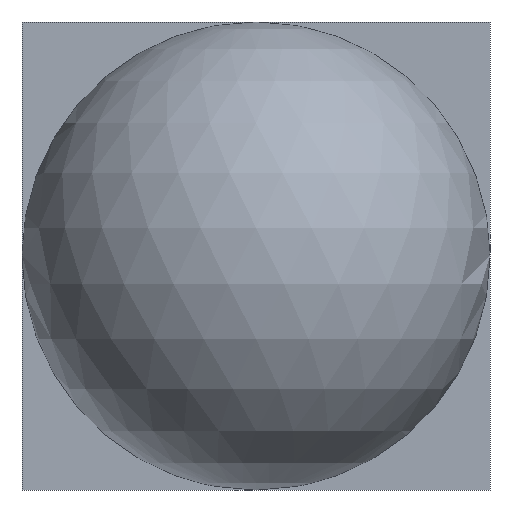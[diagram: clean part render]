
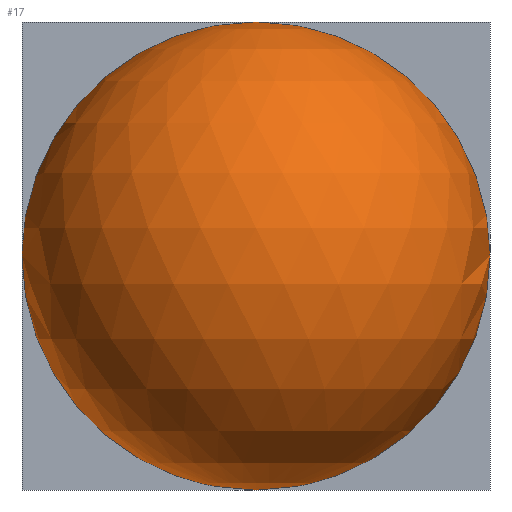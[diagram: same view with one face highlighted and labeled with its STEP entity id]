
A CAD part, front view. The second image highlights one B-rep face of the part: STEP entity #17.
In plain terms, the highlighted spherical face has radius 5 mm.
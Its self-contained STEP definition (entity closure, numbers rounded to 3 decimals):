
#17 = ADVANCED_FACE('',(#18),#33,.T.);
#18 = FACE_BOUND('',#19,.T.);
#19 = EDGE_LOOP('',(#20,#60,#89,#118));
#20 = ORIENTED_EDGE('',*,*,#21,.T.);
#21 = EDGE_CURVE('',#22,#24,#26,.T.);
#22 = VERTEX_POINT('',#23);
#23 = CARTESIAN_POINT('',(5.,0.,5.));
#24 = VERTEX_POINT('',#25);
#25 = CARTESIAN_POINT('',(0.,0.,10.));
#26 = SURFACE_CURVE('',#27,(#32,#44),.PCURVE_S1.);
#27 = CIRCLE('',#28,5.);
#28 = AXIS2_PLACEMENT_3D('',#29,#30,#31);
#29 = CARTESIAN_POINT('',(0.,0.,5.));
#30 = DIRECTION('',(0.,-1.,0.));
#31 = DIRECTION('',(1.,0.,0.));
#32 = PCURVE('',#33,#38);
#33 = SPHERICAL_SURFACE('',#34,5.);
#34 = AXIS2_PLACEMENT_3D('',#35,#36,#37);
#35 = CARTESIAN_POINT('',(0.,0.,5.));
#36 = DIRECTION('',(0.,0.,1.));
#37 = DIRECTION('',(1.,0.,0.));
#38 = DEFINITIONAL_REPRESENTATION('',(#39),#43);
#39 = LINE('',#40,#41);
#40 = CARTESIAN_POINT('',(6.283,-6.283));
#41 = VECTOR('',#42,1.);
#42 = DIRECTION('',(0.,1.));
#43 = ( GEOMETRIC_REPRESENTATION_CONTEXT(2) 
PARAMETRIC_REPRESENTATION_CONTEXT() REPRESENTATION_CONTEXT('2D SPACE',''
  ) );
#44 = PCURVE('',#45,#50);
#45 = PLANE('',#46);
#46 = AXIS2_PLACEMENT_3D('',#47,#48,#49);
#47 = CARTESIAN_POINT('',(-5.,0.,0.));
#48 = DIRECTION('',(0.,1.,0.));
#49 = DIRECTION('',(0.,0.,1.));
#50 = DEFINITIONAL_REPRESENTATION('',(#51),#59);
#51 = ( BOUNDED_CURVE() B_SPLINE_CURVE(2,(#52,#53,#54,#55,#56,#57,#58),
.UNSPECIFIED.,.T.,.F.) B_SPLINE_CURVE_WITH_KNOTS((1,2,2,2,2,1),(
    -2.094,0.,2.094,4.189,6.283,
8.378),.UNSPECIFIED.) CURVE() GEOMETRIC_REPRESENTATION_ITEM() 
RATIONAL_B_SPLINE_CURVE((1.,0.5,1.,0.5,1.,0.5,1.)) REPRESENTATION_ITEM(
  '') );
#52 = CARTESIAN_POINT('',(5.,10.));
#53 = CARTESIAN_POINT('',(13.66,10.));
#54 = CARTESIAN_POINT('',(9.33,2.5));
#55 = CARTESIAN_POINT('',(5.,-5.));
#56 = CARTESIAN_POINT('',(0.67,2.5));
#57 = CARTESIAN_POINT('',(-3.66,10.));
#58 = CARTESIAN_POINT('',(5.,10.));
#59 = ( GEOMETRIC_REPRESENTATION_CONTEXT(2) 
PARAMETRIC_REPRESENTATION_CONTEXT() REPRESENTATION_CONTEXT('2D SPACE',''
  ) );
#60 = ORIENTED_EDGE('',*,*,#61,.F.);
#61 = EDGE_CURVE('',#62,#24,#64,.T.);
#62 = VERTEX_POINT('',#63);
#63 = CARTESIAN_POINT('',(-5.,0.,5.));
#64 = SURFACE_CURVE('',#65,(#70,#77),.PCURVE_S1.);
#65 = CIRCLE('',#66,5.);
#66 = AXIS2_PLACEMENT_3D('',#67,#68,#69);
#67 = CARTESIAN_POINT('',(0.,0.,5.));
#68 = DIRECTION('',(0.,1.,0.));
#69 = DIRECTION('',(0.,-0.,1.));
#70 = PCURVE('',#33,#71);
#71 = DEFINITIONAL_REPRESENTATION('',(#72),#76);
#72 = LINE('',#73,#74);
#73 = CARTESIAN_POINT('',(3.142,-4.712));
#74 = VECTOR('',#75,1.);
#75 = DIRECTION('',(-0.,1.));
#76 = ( GEOMETRIC_REPRESENTATION_CONTEXT(2) 
PARAMETRIC_REPRESENTATION_CONTEXT() REPRESENTATION_CONTEXT('2D SPACE',''
  ) );
#77 = PCURVE('',#78,#83);
#78 = PLANE('',#79);
#79 = AXIS2_PLACEMENT_3D('',#80,#81,#82);
#80 = CARTESIAN_POINT('',(-5.,0.,0.));
#81 = DIRECTION('',(0.,1.,0.));
#82 = DIRECTION('',(0.,0.,1.));
#83 = DEFINITIONAL_REPRESENTATION('',(#84),#88);
#84 = CIRCLE('',#85,5.);
#85 = AXIS2_PLACEMENT_2D('',#86,#87);
#86 = CARTESIAN_POINT('',(5.,5.));
#87 = DIRECTION('',(1.,0.));
#88 = ( GEOMETRIC_REPRESENTATION_CONTEXT(2) 
PARAMETRIC_REPRESENTATION_CONTEXT() REPRESENTATION_CONTEXT('2D SPACE',''
  ) );
#89 = ORIENTED_EDGE('',*,*,#90,.F.);
#90 = EDGE_CURVE('',#91,#62,#93,.T.);
#91 = VERTEX_POINT('',#92);
#92 = CARTESIAN_POINT('',(0.,0.,0.));
#93 = SURFACE_CURVE('',#94,(#99,#106),.PCURVE_S1.);
#94 = CIRCLE('',#95,5.);
#95 = AXIS2_PLACEMENT_3D('',#96,#97,#98);
#96 = CARTESIAN_POINT('',(0.,0.,5.));
#97 = DIRECTION('',(0.,1.,0.));
#98 = DIRECTION('',(0.,-0.,1.));
#99 = PCURVE('',#33,#100);
#100 = DEFINITIONAL_REPRESENTATION('',(#101),#105);
#101 = LINE('',#102,#103);
#102 = CARTESIAN_POINT('',(3.142,-4.712));
#103 = VECTOR('',#104,1.);
#104 = DIRECTION('',(-0.,1.));
#105 = ( GEOMETRIC_REPRESENTATION_CONTEXT(2) 
PARAMETRIC_REPRESENTATION_CONTEXT() REPRESENTATION_CONTEXT('2D SPACE',''
  ) );
#106 = PCURVE('',#107,#112);
#107 = PLANE('',#108);
#108 = AXIS2_PLACEMENT_3D('',#109,#110,#111);
#109 = CARTESIAN_POINT('',(-5.,0.,0.));
#110 = DIRECTION('',(0.,1.,0.));
#111 = DIRECTION('',(0.,0.,1.));
#112 = DEFINITIONAL_REPRESENTATION('',(#113),#117);
#113 = CIRCLE('',#114,5.);
#114 = AXIS2_PLACEMENT_2D('',#115,#116);
#115 = CARTESIAN_POINT('',(5.,5.));
#116 = DIRECTION('',(1.,0.));
#117 = ( GEOMETRIC_REPRESENTATION_CONTEXT(2) 
PARAMETRIC_REPRESENTATION_CONTEXT() REPRESENTATION_CONTEXT('2D SPACE',''
  ) );
#118 = ORIENTED_EDGE('',*,*,#119,.T.);
#119 = EDGE_CURVE('',#91,#22,#120,.T.);
#120 = SURFACE_CURVE('',#121,(#126,#133),.PCURVE_S1.);
#121 = CIRCLE('',#122,5.);
#122 = AXIS2_PLACEMENT_3D('',#123,#124,#125);
#123 = CARTESIAN_POINT('',(0.,0.,5.));
#124 = DIRECTION('',(0.,-1.,0.));
#125 = DIRECTION('',(1.,0.,0.));
#126 = PCURVE('',#33,#127);
#127 = DEFINITIONAL_REPRESENTATION('',(#128),#132);
#128 = LINE('',#129,#130);
#129 = CARTESIAN_POINT('',(6.283,-6.283));
#130 = VECTOR('',#131,1.);
#131 = DIRECTION('',(0.,1.));
#132 = ( GEOMETRIC_REPRESENTATION_CONTEXT(2) 
PARAMETRIC_REPRESENTATION_CONTEXT() REPRESENTATION_CONTEXT('2D SPACE',''
  ) );
#133 = PCURVE('',#134,#139);
#134 = PLANE('',#135);
#135 = AXIS2_PLACEMENT_3D('',#136,#137,#138);
#136 = CARTESIAN_POINT('',(-5.,0.,0.));
#137 = DIRECTION('',(0.,1.,0.));
#138 = DIRECTION('',(0.,0.,1.));
#139 = DEFINITIONAL_REPRESENTATION('',(#140),#148);
#140 = ( BOUNDED_CURVE() B_SPLINE_CURVE(2,(#141,#142,#143,#144,#145,#146
,#147),.UNSPECIFIED.,.T.,.F.) B_SPLINE_CURVE_WITH_KNOTS((1,2,2,2,2,1),(
    -2.094,0.,2.094,4.189,6.283,
8.378),.UNSPECIFIED.) CURVE() GEOMETRIC_REPRESENTATION_ITEM() 
RATIONAL_B_SPLINE_CURVE((1.,0.5,1.,0.5,1.,0.5,1.)) REPRESENTATION_ITEM(
  '') );
#141 = CARTESIAN_POINT('',(5.,10.));
#142 = CARTESIAN_POINT('',(13.66,10.));
#143 = CARTESIAN_POINT('',(9.33,2.5));
#144 = CARTESIAN_POINT('',(5.,-5.));
#145 = CARTESIAN_POINT('',(0.67,2.5));
#146 = CARTESIAN_POINT('',(-3.66,10.));
#147 = CARTESIAN_POINT('',(5.,10.));
#148 = ( GEOMETRIC_REPRESENTATION_CONTEXT(2) 
PARAMETRIC_REPRESENTATION_CONTEXT() REPRESENTATION_CONTEXT('2D SPACE',''
  ) );
